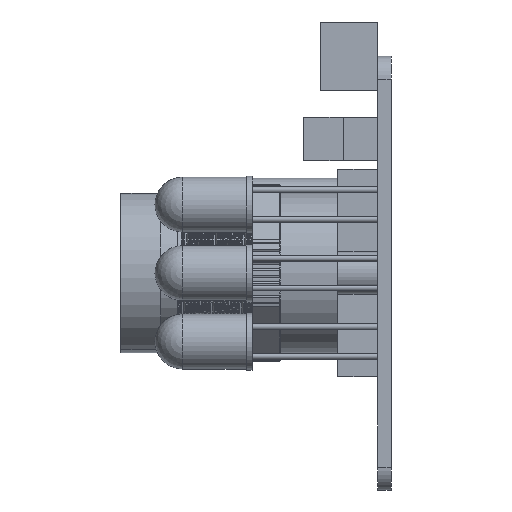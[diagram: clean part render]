
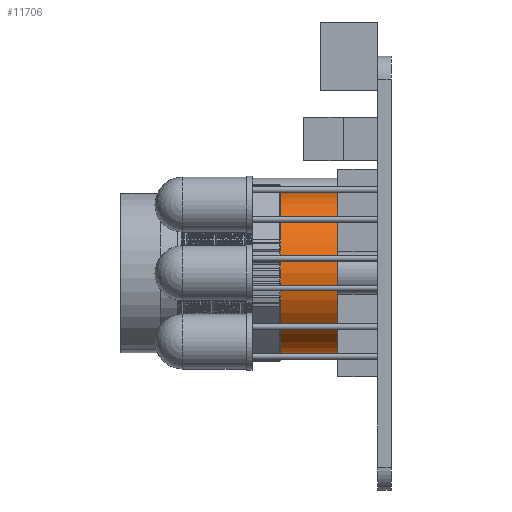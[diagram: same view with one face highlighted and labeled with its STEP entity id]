
A CAD part, left-side view. The second image highlights one B-rep face of the part: STEP entity #11706.
In plain terms, the highlighted cylindrical face has radius 7 mm (diameter 14 mm), a partial arc.
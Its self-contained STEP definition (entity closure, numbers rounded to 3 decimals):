
#644 = DIRECTION ( 'NONE',  ( 0., 0., -1. ) ) ;
#1102 = CYLINDRICAL_SURFACE ( 'NONE', #16094, 7. ) ;
#1178 = VERTEX_POINT ( 'NONE', #2367 ) ;
#2367 = CARTESIAN_POINT ( 'NONE',  ( 0., -5., 7. ) ) ;
#2542 = DIRECTION ( 'NONE',  ( 0., -1., 0. ) ) ;
#2674 = DIRECTION ( 'NONE',  ( 0., 1., 0. ) ) ;
#3013 = DIRECTION ( 'NONE',  ( 0., 0., 1. ) ) ;
#3187 = DIRECTION ( 'NONE',  ( 0., 1., 0. ) ) ;
#3188 = EDGE_CURVE ( 'NONE', #21151, #12498, #21698, .T. ) ;
#3436 = DIRECTION ( 'NONE',  ( 0., 1., 0. ) ) ;
#3859 = ORIENTED_EDGE ( 'NONE', *, *, #3188, .T. ) ;
#4567 = FACE_OUTER_BOUND ( 'NONE', #11342, .T. ) ;
#4990 = ORIENTED_EDGE ( 'NONE', *, *, #15381, .T. ) ;
#5363 = DIRECTION ( 'NONE',  ( 0., 0., -1. ) ) ;
#5563 = AXIS2_PLACEMENT_3D ( 'NONE', #15931, #2542, #644 ) ;
#5922 = ORIENTED_EDGE ( 'NONE', *, *, #12881, .F. ) ;
#6894 = CARTESIAN_POINT ( 'NONE',  ( 0., 0., 7. ) ) ;
#8463 = CIRCLE ( 'NONE', #14141, 7. ) ;
#8572 = LINE ( 'NONE', #15150, #18446 ) ;
#11342 = EDGE_LOOP ( 'NONE', ( #5922, #3859, #4990, #21818 ) ) ;
#11446 = CARTESIAN_POINT ( 'NONE',  ( 0., -5., -7. ) ) ;
#11706 = ADVANCED_FACE ( 'NONE', ( #4567 ), #1102, .T. ) ;
#11912 = VERTEX_POINT ( 'NONE', #6894 ) ;
#12498 = VERTEX_POINT ( 'NONE', #19661 ) ;
#12810 = CARTESIAN_POINT ( 'NONE',  ( 0., -5., 0. ) ) ;
#12881 = EDGE_CURVE ( 'NONE', #21151, #1178, #8463, .T. ) ;
#13583 = EDGE_CURVE ( 'NONE', #1178, #11912, #8572, .T. ) ;
#13654 = VECTOR ( 'NONE', #3187, 1000. ) ;
#14141 = AXIS2_PLACEMENT_3D ( 'NONE', #16866, #18858, #5363 ) ;
#15150 = CARTESIAN_POINT ( 'NONE',  ( 0., -5., 7. ) ) ;
#15381 = EDGE_CURVE ( 'NONE', #12498, #11912, #17682, .T. ) ;
#15931 = CARTESIAN_POINT ( 'NONE',  ( 0., 0., 0. ) ) ;
#16094 = AXIS2_PLACEMENT_3D ( 'NONE', #12810, #2674, #3013 ) ;
#16866 = CARTESIAN_POINT ( 'NONE',  ( 0., -5., 0. ) ) ;
#17682 = CIRCLE ( 'NONE', #5563, 7. ) ;
#18412 = CARTESIAN_POINT ( 'NONE',  ( 0., -5., -7. ) ) ;
#18446 = VECTOR ( 'NONE', #3436, 1000. ) ;
#18858 = DIRECTION ( 'NONE',  ( 0., -1., 0. ) ) ;
#19661 = CARTESIAN_POINT ( 'NONE',  ( 0., 0., -7. ) ) ;
#21151 = VERTEX_POINT ( 'NONE', #18412 ) ;
#21698 = LINE ( 'NONE', #11446, #13654 ) ;
#21818 = ORIENTED_EDGE ( 'NONE', *, *, #13583, .F. ) ;
